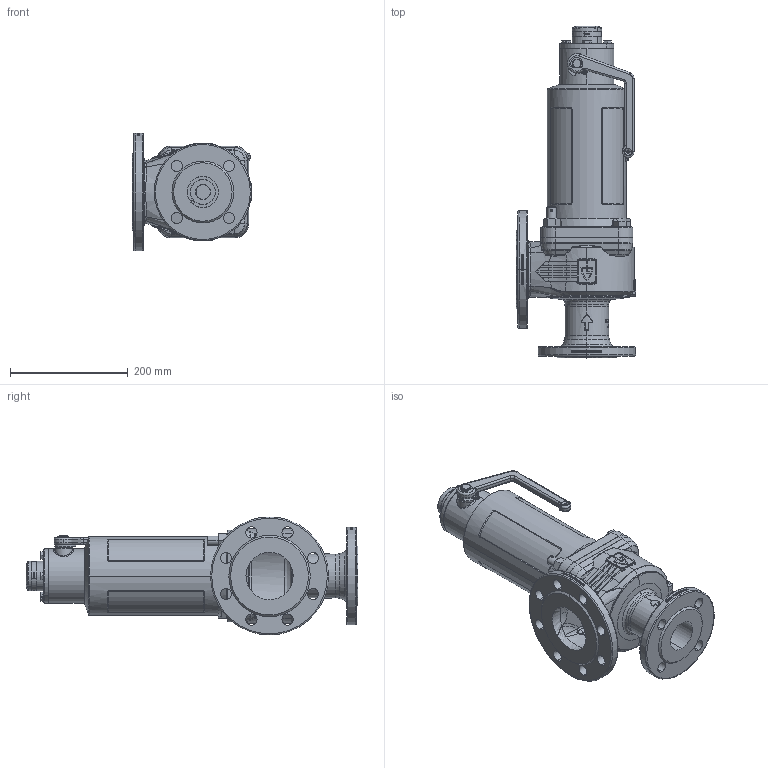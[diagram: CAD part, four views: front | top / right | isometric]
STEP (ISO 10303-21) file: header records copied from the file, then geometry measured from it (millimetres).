
FILE_DESCRIPTION (( 'STEP AP214' ), '1' );
FILE_NAME ('355TGFL_50_FLFL_5080_MD.STEP', '2020-07-30T11:15:02', ( '' ), ( '' ), 'SwSTEP 2.0', 'SolidWorks 2020', '' );
FILE_SCHEMA (( 'AUTOMOTIVE_DESIGN' ));
Length unit declared in the file: millimetre
Products named in the file (1): 355TGFL_50_FLFL_5080_MD
Bounding box: 203.1 x 563 x 200 mm (x, y, z)
Volume: 3016769.1 mm3; surface area: 695709.4 mm2
Topology: 21 solids, 21 shells, 2388 faces, 6373 edges, 4209 vertices
Faces by surface type: bspline 760, cylinder 619, plane 572, cone 260, torus 163, sphere 14
Entity records: 185664 total; most frequent: CARTESIAN_POINT 105183, ORIENTED_EDGE 12634, DIRECTION 9212, EDGE_CURVE 6317, VERTEX_POINT 4208, AXIS2_PLACEMENT_3D 3729, EDGE_LOOP 2711, UNCERTAINTY_MEASURE_WITH_UNIT 2405
